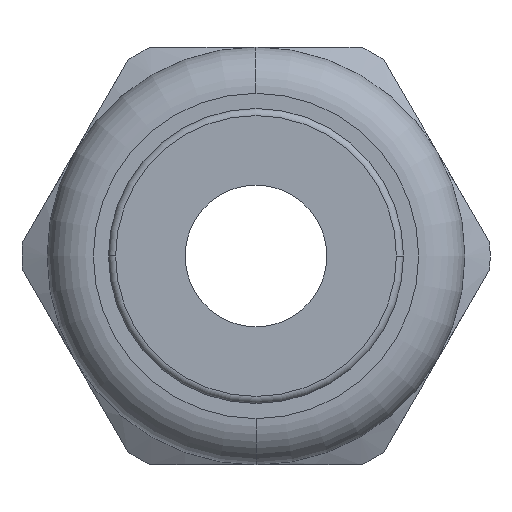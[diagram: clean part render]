
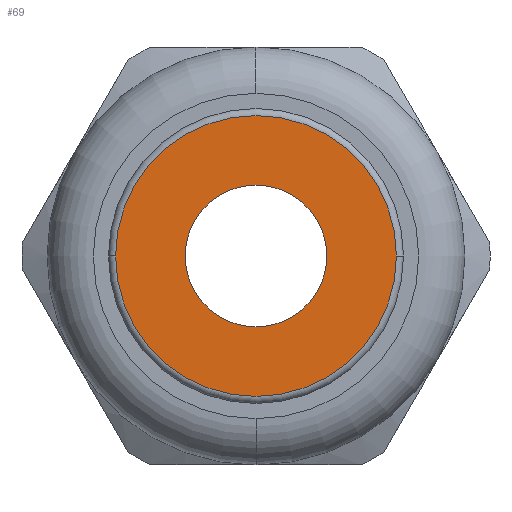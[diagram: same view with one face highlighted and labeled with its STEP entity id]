
A CAD part, left-side view. The second image highlights one B-rep face of the part: STEP entity #69.
In plain terms, the highlighted planar face has unit normal (-1, 0, 0).
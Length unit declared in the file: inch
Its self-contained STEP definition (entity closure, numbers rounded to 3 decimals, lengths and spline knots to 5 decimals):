
#45 = EDGE_CURVE ( 'NONE', #133, #135, #1157, .T. ) ;
#46 = EDGE_LOOP ( 'NONE', ( #75, #77 ) ) ;
#47 = ORIENTED_EDGE ( 'NONE', *, *, #101, .T. ) ;
#48 = ORIENTED_EDGE ( 'NONE', *, *, #45, .T. ) ;
#69 = ADVANCED_FACE ( 'NONE', ( #1477, #1476 ), #1353, .T. ) ;
#70 = EDGE_LOOP ( 'NONE', ( #47, #48 ) ) ;
#75 = ORIENTED_EDGE ( 'NONE', *, *, #76, .T. ) ;
#76 = EDGE_CURVE ( 'NONE', #141, #140, #1429, .T. ) ;
#77 = ORIENTED_EDGE ( 'NONE', *, *, #139, .T. ) ;
#101 = EDGE_CURVE ( 'NONE', #135, #133, #1392, .T. ) ;
#133 = VERTEX_POINT ( 'NONE', #1488 ) ;
#135 = VERTEX_POINT ( 'NONE', #1487 ) ;
#139 = EDGE_CURVE ( 'NONE', #140, #141, #1485, .T. ) ;
#140 = VERTEX_POINT ( 'NONE', #1445 ) ;
#141 = VERTEX_POINT ( 'NONE', #1444 ) ;
#1153 = DIRECTION ( 'NONE',  ( 0., -1., 0. ) ) ;
#1154 = DIRECTION ( 'NONE',  ( -1., 0., 0. ) ) ;
#1155 = CARTESIAN_POINT ( 'NONE',  ( -0.81, 0., 0. ) ) ;
#1156 = AXIS2_PLACEMENT_3D ( 'NONE', #1155, #1154, #1153 ) ;
#1157 = CIRCLE ( 'NONE', #1156, 0.19825 ) ;
#1343 = DIRECTION ( 'NONE',  ( 0., -1., 0. ) ) ;
#1344 = DIRECTION ( 'NONE',  ( -1., 0., 0. ) ) ;
#1345 = CARTESIAN_POINT ( 'NONE',  ( -0.81, 0.20825, 0. ) ) ;
#1350 = CARTESIAN_POINT ( 'NONE',  ( -0.81, 0., 0. ) ) ;
#1353 = PLANE ( 'NONE',  #1475 ) ;
#1388 = DIRECTION ( 'NONE',  ( 0., -1., 0. ) ) ;
#1389 = DIRECTION ( 'NONE',  ( -1., 0., 0. ) ) ;
#1390 = CARTESIAN_POINT ( 'NONE',  ( -0.81, 0., 0. ) ) ;
#1391 = AXIS2_PLACEMENT_3D ( 'NONE', #1390, #1389, #1388 ) ;
#1392 = CIRCLE ( 'NONE', #1391, 0.19825 ) ;
#1426 = DIRECTION ( 'NONE',  ( 0., 1., 0. ) ) ;
#1427 = DIRECTION ( 'NONE',  ( 1., 0., 0. ) ) ;
#1428 = AXIS2_PLACEMENT_3D ( 'NONE', #1350, #1427, #1426 ) ;
#1429 = CIRCLE ( 'NONE', #1428, 0.1 ) ;
#1444 = CARTESIAN_POINT ( 'NONE',  ( -0.81, 0.1, 0. ) ) ;
#1445 = CARTESIAN_POINT ( 'NONE',  ( -0.81, -0.1, 0. ) ) ;
#1475 = AXIS2_PLACEMENT_3D ( 'NONE', #1345, #1344, #1343 ) ;
#1476 = FACE_BOUND ( 'NONE', #46, .T. ) ;
#1477 = FACE_OUTER_BOUND ( 'NONE', #70, .T. ) ;
#1481 = DIRECTION ( 'NONE',  ( 0., 1., 0. ) ) ;
#1482 = DIRECTION ( 'NONE',  ( 1., 0., 0. ) ) ;
#1483 = CARTESIAN_POINT ( 'NONE',  ( -0.81, 0., 0. ) ) ;
#1484 = AXIS2_PLACEMENT_3D ( 'NONE', #1483, #1482, #1481 ) ;
#1485 = CIRCLE ( 'NONE', #1484, 0.1 ) ;
#1487 = CARTESIAN_POINT ( 'NONE',  ( -0.81, -0.19825, 0. ) ) ;
#1488 = CARTESIAN_POINT ( 'NONE',  ( -0.81, 0.19825, 0. ) ) ;
